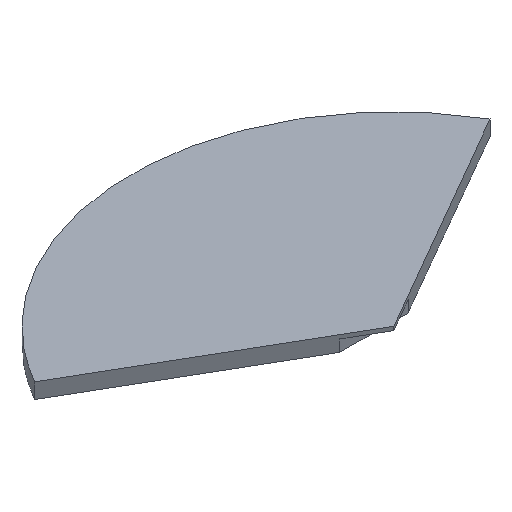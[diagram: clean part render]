
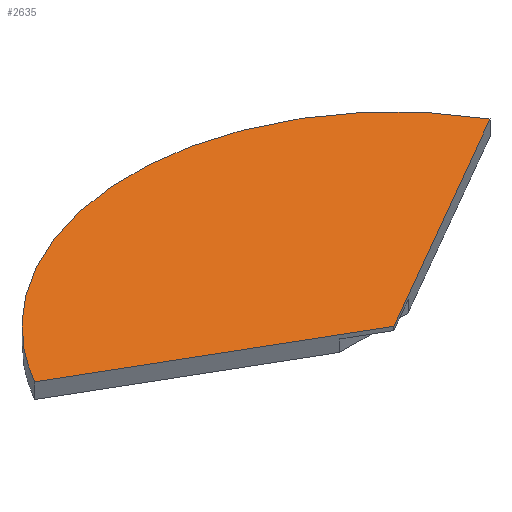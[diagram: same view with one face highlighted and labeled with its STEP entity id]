
A CAD part, isometric view. The second image highlights one B-rep face of the part: STEP entity #2635.
In plain terms, the highlighted free-form (B-spline) face has degree [1, 1] with [2, 2] control points.
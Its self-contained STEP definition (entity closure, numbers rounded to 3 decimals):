
#2398 = VERTEX_POINT('',#2399);
#2399 = CARTESIAN_POINT('',(-523.176,302.056,
    17.62));
#2404 = EDGE_CURVE('',#2405,#2398,#2407,.T.);
#2405 = VERTEX_POINT('',#2406);
#2406 = CARTESIAN_POINT('',(523.176,302.056,
    17.62));
#2407 = ( BOUNDED_CURVE() B_SPLINE_CURVE(2,(#2408,#2409,#2410),
.UNSPECIFIED.,.F.,.F.) B_SPLINE_CURVE_WITH_KNOTS((3,3),(0.524,
2.618),.PIECEWISE_BEZIER_KNOTS.) CURVE() 
GEOMETRIC_REPRESENTATION_ITEM() RATIONAL_B_SPLINE_CURVE((1.,0.5,1.)) 
REPRESENTATION_ITEM('') );
#2408 = CARTESIAN_POINT('',(523.176,302.056,
    17.62));
#2409 = CARTESIAN_POINT('',(0.,1208.223,
    17.62));
#2410 = CARTESIAN_POINT('',(-523.176,302.056,
    17.62));
#2585 = VERTEX_POINT('',#2586);
#2586 = CARTESIAN_POINT('',(0.,0.,17.62));
#2591 = EDGE_CURVE('',#2398,#2585,#2592,.T.);
#2592 = B_SPLINE_CURVE_WITH_KNOTS('',1,(#2593,#2594),.UNSPECIFIED.,.F.,
  .F.,(2,2),(0.,600.),.PIECEWISE_BEZIER_KNOTS.);
#2593 = CARTESIAN_POINT('',(-523.176,302.056,
    17.62));
#2594 = CARTESIAN_POINT('',(0.,0.,17.62));
#2620 = EDGE_CURVE('',#2405,#2585,#2621,.T.);
#2621 = B_SPLINE_CURVE_WITH_KNOTS('',1,(#2622,#2623),.UNSPECIFIED.,.F.,
  .F.,(2,2),(0.,600.),.PIECEWISE_BEZIER_KNOTS.);
#2622 = CARTESIAN_POINT('',(523.176,302.056,
    17.62));
#2623 = CARTESIAN_POINT('',(0.,0.,17.62));
#2635 = ADVANCED_FACE('',(#2636),#2641,.T.);
#2636 = FACE_BOUND('',#2637,.T.);
#2637 = EDGE_LOOP('',(#2638,#2639,#2640));
#2638 = ORIENTED_EDGE('',*,*,#2591,.T.);
#2639 = ORIENTED_EDGE('',*,*,#2620,.F.);
#2640 = ORIENTED_EDGE('',*,*,#2404,.T.);
#2641 = B_SPLINE_SURFACE_WITH_KNOTS('',1,1,(
    (#2642,#2643)
    ,(#2644,#2645
    )),.UNSPECIFIED.,.F.,.F.,.F.,(2,2),(2,2),(-519.615,
    519.615),(0.,600.),.PIECEWISE_BEZIER_KNOTS.);
#2642 = CARTESIAN_POINT('',(-523.176,0.,17.62));
#2643 = CARTESIAN_POINT('',(-523.176,604.111,
    17.62));
#2644 = CARTESIAN_POINT('',(523.176,0.,17.62));
#2645 = CARTESIAN_POINT('',(523.176,604.111,
    17.62));
